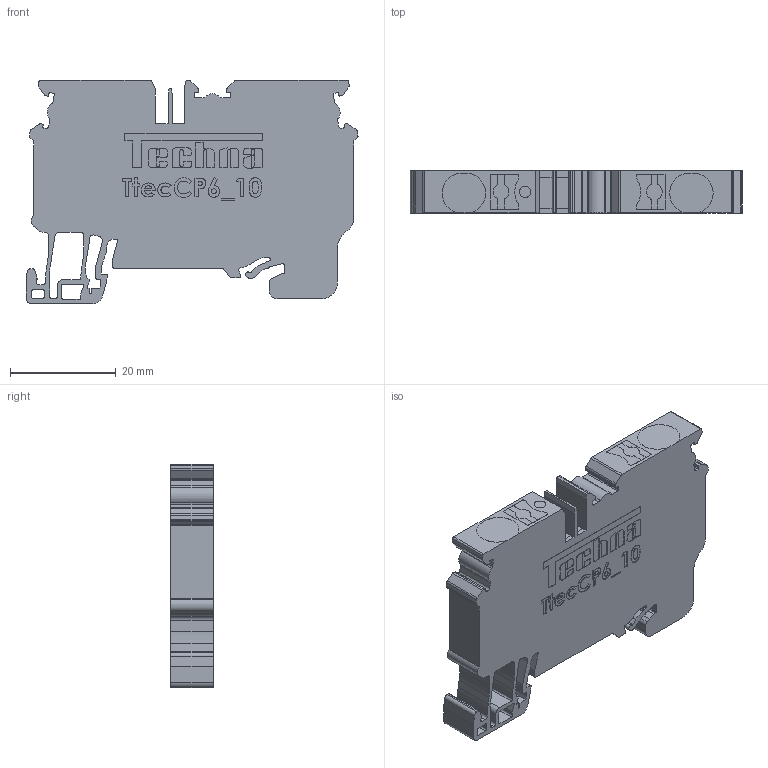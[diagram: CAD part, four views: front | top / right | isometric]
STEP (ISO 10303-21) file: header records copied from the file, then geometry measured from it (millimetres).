
FILE_DESCRIPTION (( 'STEP AP214' ), '1' );
FILE_NAME ('TtecCP6_10.STEP', '2020-10-20T07:04:38', ( '' ), ( '' ), 'SwSTEP 2.0', 'SolidWorks 2020', '' );
FILE_SCHEMA (( 'AUTOMOTIVE_DESIGN' ));
Length unit declared in the file: millimetre
Products named in the file (1): TtecCP6_10
Bounding box: 62.75 x 8 x 42.2 mm (x, y, z)
Volume: 16471.5 mm3; surface area: 7291.8 mm2
Topology: 1 solids, 1 shells, 810 faces, 2285 edges, 1524 vertices
Faces by surface type: plane 434, cylinder 278, bspline 98
Entity records: 37073 total; most frequent: CARTESIAN_POINT 10846, ORIENTED_EDGE 4570, DIRECTION 4071, EDGE_CURVE 2285, LINE 1533, VECTOR 1533, VERTEX_POINT 1524, AXIS2_PLACEMENT_3D 1269
